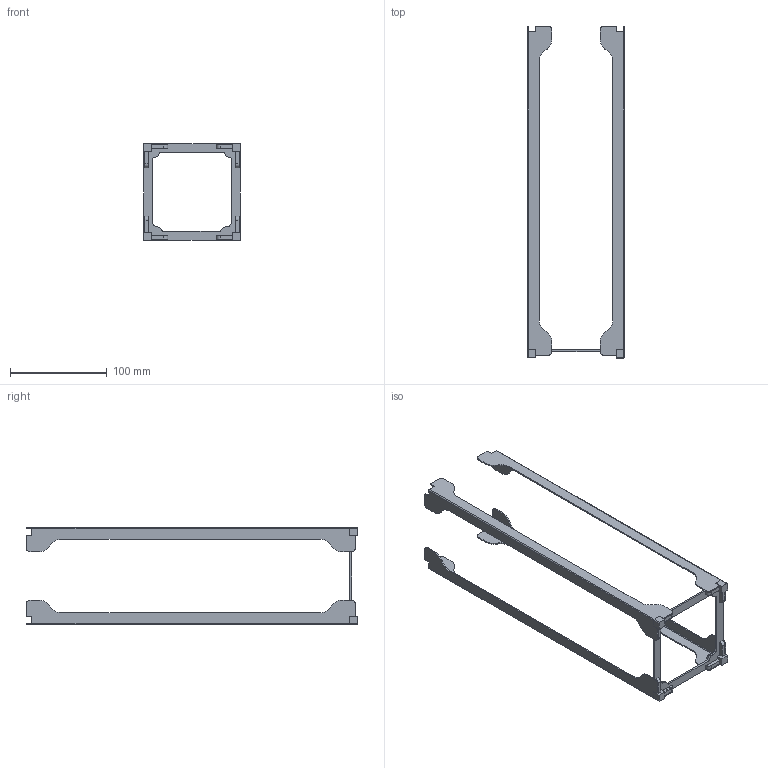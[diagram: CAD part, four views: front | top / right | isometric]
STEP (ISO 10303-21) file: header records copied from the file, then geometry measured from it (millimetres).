
FILE_DESCRIPTION(/* description */ (''),/* implementation_level */ '2;1');
FILE_NAME(/* name */ 'ArianSat-Stratosphere_structure.stp',/* time_stamp */ '2021-11-12T12:50:22+04:00',/* author */ ('Sergey'),/* organization */ (''),/* preprocessor_version */ 'ST-DEVELOPER v18.1',/* originating_system */ 'Autodesk Inventor 2022',/* authorisation */ '');
FILE_SCHEMA (('AUTOMOTIVE_DESIGN { 1 0 10303 214 3 1 1 }'));
Length unit declared in the file: millimetre
Products named in the file (3): ArianSat-Stratosphere; aluminium corner 25x25x1,2; BottomPlate
Assembly tree (5 placements, depth 2):
  ArianSat-Stratosphere
    aluminium corner 25x25x1,2  x4
    BottomPlate
Bounding box: 100 x 343 x 100 mm (x, y, z)
Volume: 55233.1 mm3; surface area: 85421.2 mm2
Topology: 5 solids, 5 shells, 302 faces, 840 edges, 552 vertices
Faces by surface type: plane 200, cylinder 102
Full cylindrical faces by diameter (mm): 2 x6, 4.2 x4, 6 x3, 6.2 x1
Entity records: 6110 total; most frequent: CARTESIAN_POINT 1048, DIRECTION 1044, ORIENTED_EDGE 1032, EDGE_CURVE 516, LINE 380, VECTOR 380, VERTEX_POINT 336, AXIS2_PLACEMENT_3D 332
